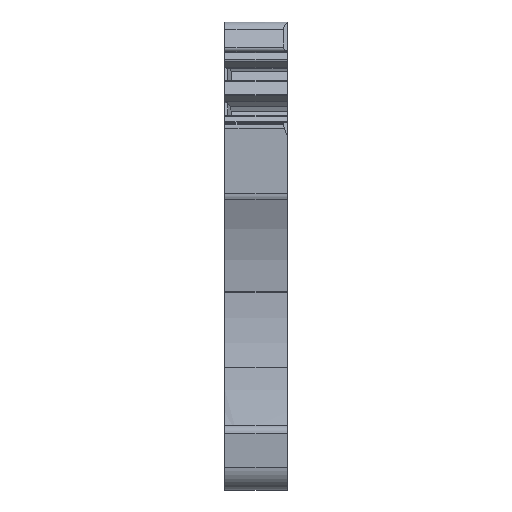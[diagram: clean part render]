
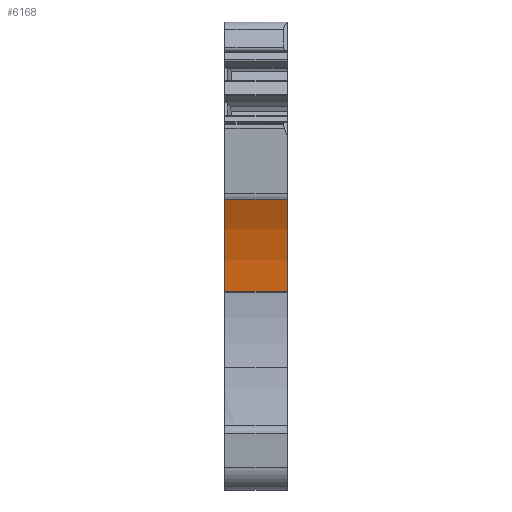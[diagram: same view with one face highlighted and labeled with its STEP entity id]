
A CAD part, front view. The second image highlights one B-rep face of the part: STEP entity #6168.
In plain terms, the highlighted cylindrical face has radius 20 mm (diameter 40 mm), a partial arc.
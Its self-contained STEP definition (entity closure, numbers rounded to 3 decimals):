
#3359=AXIS2_PLACEMENT_3D('Circle Axis2P3D',#3357,#3358,$) ;
#6148=AXIS2_PLACEMENT_3D('Cylinder Axis2P3D',#6145,#6146,#6147) ;
#6159=AXIS2_PLACEMENT_3D('Circle Axis2P3D',#6157,#6158,$) ;
#3354=CARTESIAN_POINT('Vertex',(5.1,3.517,23.842)) ;
#3357=CARTESIAN_POINT('Axis2P3D Location',(5.1,-14.679,15.54)) ;
#3361=CARTESIAN_POINT('Vertex',(5.1,5.308,16.26)) ;
#6125=CARTESIAN_POINT('Line Origine',(2.55,3.517,23.842)) ;
#6129=CARTESIAN_POINT('Vertex',(0.,3.517,23.842)) ;
#6145=CARTESIAN_POINT('Axis2P3D Location',(2.55,-14.679,15.54)) ;
#6150=CARTESIAN_POINT('Line Origine',(2.55,5.308,16.26)) ;
#6154=CARTESIAN_POINT('Vertex',(0.,5.308,16.26)) ;
#6157=CARTESIAN_POINT('Axis2P3D Location',(0.,-14.679,15.54)) ;
#3358=DIRECTION('Axis2P3D Direction',(-1.,0.,0.)) ;
#6126=DIRECTION('Vector Direction',(-1.,0.,0.)) ;
#6146=DIRECTION('Axis2P3D Direction',(-1.,0.,0.)) ;
#6147=DIRECTION('Axis2P3D XDirection',(0.,0.91,0.415)) ;
#6151=DIRECTION('Vector Direction',(-1.,0.,0.)) ;
#6158=DIRECTION('Axis2P3D Direction',(-1.,0.,0.)) ;
#6127=VECTOR('Line Direction',#6126,1.) ;
#6152=VECTOR('Line Direction',#6151,1.) ;
#6163=ORIENTED_EDGE('',*,*,#6156,.F.) ;
#6164=ORIENTED_EDGE('',*,*,#3363,.T.) ;
#6165=ORIENTED_EDGE('',*,*,#6131,.T.) ;
#6166=ORIENTED_EDGE('',*,*,#6161,.F.) ;
#6168=ADVANCED_FACE('PartBody',(#6167),#6149,.F.) ;
#3360=CIRCLE('generated circle',#3359,20.) ;
#6160=CIRCLE('generated circle',#6159,20.) ;
#6149=CYLINDRICAL_SURFACE('generated cylinder',#6148,20.) ;
#3363=EDGE_CURVE('',#3362,#3355,#3360,.F.) ;
#6131=EDGE_CURVE('',#3355,#6130,#6128,.T.) ;
#6156=EDGE_CURVE('',#3362,#6155,#6153,.T.) ;
#6161=EDGE_CURVE('',#6155,#6130,#6160,.F.) ;
#6162=EDGE_LOOP('',(#6163,#6164,#6165,#6166)) ;
#6167=FACE_OUTER_BOUND('',#6162,.T.) ;
#6128=LINE('Line',#6125,#6127) ;
#6153=LINE('Line',#6150,#6152) ;
#3355=VERTEX_POINT('',#3354) ;
#3362=VERTEX_POINT('',#3361) ;
#6130=VERTEX_POINT('',#6129) ;
#6155=VERTEX_POINT('',#6154) ;
